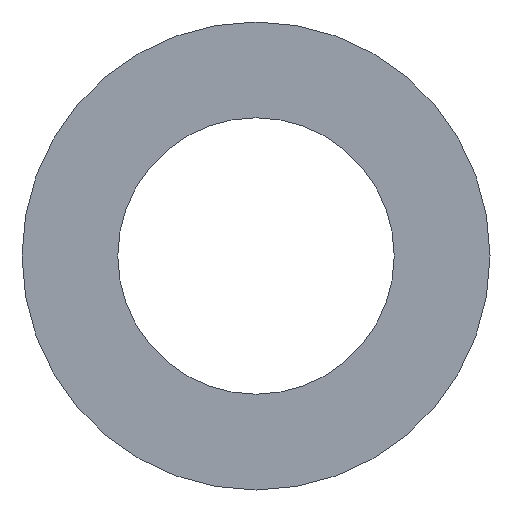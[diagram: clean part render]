
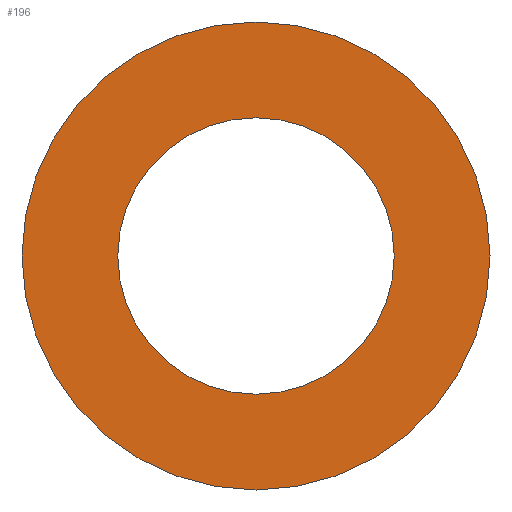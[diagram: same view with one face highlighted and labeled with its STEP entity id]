
A CAD part, front view. The second image highlights one B-rep face of the part: STEP entity #196.
In plain terms, the highlighted planar face has unit normal (0, -1, 0).
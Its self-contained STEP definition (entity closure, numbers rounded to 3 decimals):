
#4 = EDGE_CURVE ( 'NONE', #81, #174, #156, .T. ) ;
#5 = DIRECTION ( 'NONE',  ( 0., 1., 0. ) ) ;
#10 = FACE_OUTER_BOUND ( 'NONE', #19, .T. ) ;
#11 = DIRECTION ( 'NONE',  ( 0., 1., 0. ) ) ;
#17 = EDGE_LOOP ( 'NONE', ( #79, #36 ) ) ;
#18 = EDGE_CURVE ( 'NONE', #174, #81, #148, .T. ) ;
#19 = EDGE_LOOP ( 'NONE', ( #190, #52 ) ) ;
#30 = AXIS2_PLACEMENT_3D ( 'NONE', #112, #91, #77 ) ;
#36 = ORIENTED_EDGE ( 'NONE', *, *, #4, .T. ) ;
#45 = CARTESIAN_POINT ( 'NONE',  ( 0., -3.175, 3.75 ) ) ;
#48 = CARTESIAN_POINT ( 'NONE',  ( 0., -3.175, 0. ) ) ;
#52 = ORIENTED_EDGE ( 'NONE', *, *, #163, .F. ) ;
#60 = DIRECTION ( 'NONE',  ( 0., 0., 1. ) ) ;
#77 = DIRECTION ( 'NONE',  ( 0., 0., 1. ) ) ;
#78 = AXIS2_PLACEMENT_3D ( 'NONE', #129, #5, #60 ) ;
#79 = ORIENTED_EDGE ( 'NONE', *, *, #18, .T. ) ;
#81 = VERTEX_POINT ( 'NONE', #45 ) ;
#84 = PLANE ( 'NONE',  #214 ) ;
#89 = AXIS2_PLACEMENT_3D ( 'NONE', #118, #160, #133 ) ;
#91 = DIRECTION ( 'NONE',  ( 0., 1., 0. ) ) ;
#93 = CARTESIAN_POINT ( 'NONE',  ( 0., -3.175, -6.35 ) ) ;
#106 = DIRECTION ( 'NONE',  ( 0., 0., 1. ) ) ;
#107 = CIRCLE ( 'NONE', #186, 6.35 ) ;
#111 = VERTEX_POINT ( 'NONE', #176 ) ;
#112 = CARTESIAN_POINT ( 'NONE',  ( 0., -3.175, 0. ) ) ;
#118 = CARTESIAN_POINT ( 'NONE',  ( 0., -3.175, 0. ) ) ;
#129 = CARTESIAN_POINT ( 'NONE',  ( 0., -3.175, 0. ) ) ;
#133 = DIRECTION ( 'NONE',  ( 0., 0., 1. ) ) ;
#136 = CARTESIAN_POINT ( 'NONE',  ( 0., -3.175, -3.75 ) ) ;
#138 = EDGE_CURVE ( 'NONE', #175, #111, #107, .T. ) ;
#148 = CIRCLE ( 'NONE', #78, 3.75 ) ;
#151 = DIRECTION ( 'NONE',  ( 0., 0., 1. ) ) ;
#152 = FACE_BOUND ( 'NONE', #17, .T. ) ;
#156 = CIRCLE ( 'NONE', #30, 3.75 ) ;
#160 = DIRECTION ( 'NONE',  ( 0., 1., 0. ) ) ;
#161 = CIRCLE ( 'NONE', #89, 6.35 ) ;
#162 = CARTESIAN_POINT ( 'NONE',  ( 0., -3.175, 0. ) ) ;
#163 = EDGE_CURVE ( 'NONE', #111, #175, #161, .T. ) ;
#174 = VERTEX_POINT ( 'NONE', #136 ) ;
#175 = VERTEX_POINT ( 'NONE', #93 ) ;
#176 = CARTESIAN_POINT ( 'NONE',  ( 0., -3.175, 6.35 ) ) ;
#183 = DIRECTION ( 'NONE',  ( 0., 1., 0. ) ) ;
#186 = AXIS2_PLACEMENT_3D ( 'NONE', #162, #11, #106 ) ;
#190 = ORIENTED_EDGE ( 'NONE', *, *, #138, .F. ) ;
#196 = ADVANCED_FACE ( 'NONE', ( #10, #152 ), #84, .F. ) ;
#214 = AXIS2_PLACEMENT_3D ( 'NONE', #48, #183, #151 ) ;
